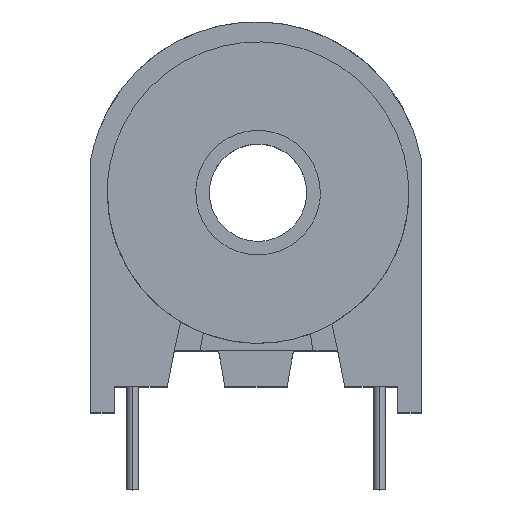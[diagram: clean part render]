
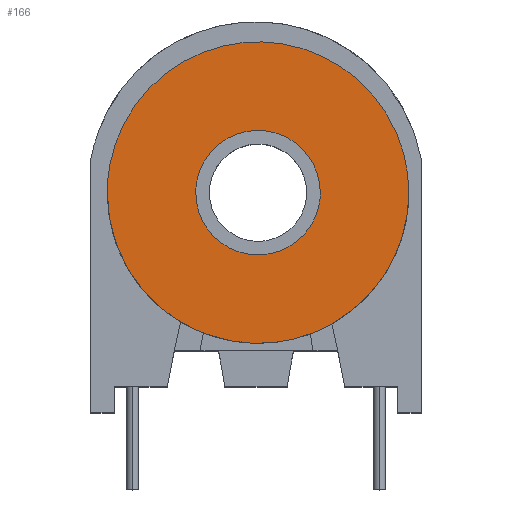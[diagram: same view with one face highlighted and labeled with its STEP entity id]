
A CAD part, top view. The second image highlights one B-rep face of the part: STEP entity #166.
In plain terms, the highlighted free-form (B-spline) face has degree [1, 1] with [2, 2] control points.
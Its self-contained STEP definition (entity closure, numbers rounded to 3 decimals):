
#24 = VERTEX_POINT('',#25);
#25 = CARTESIAN_POINT('',(4.264,1.643,11.42)
  );
#30 = EDGE_CURVE('',#31,#24,#33,.T.);
#31 = VERTEX_POINT('',#32);
#32 = CARTESIAN_POINT('',(-3.995,1.643,11.42
    ));
#33 = ( BOUNDED_CURVE() B_SPLINE_CURVE(2,(#34,#35,#36,#37,#38),
.UNSPECIFIED.,.F.,.F.) B_SPLINE_CURVE_WITH_KNOTS((3,2,3),(3.142,
4.712,6.283),.PIECEWISE_BEZIER_KNOTS.) CURVE() 
GEOMETRIC_REPRESENTATION_ITEM() RATIONAL_B_SPLINE_CURVE((1.,
0.707,1.,0.707,1.)) REPRESENTATION_ITEM('') );
#34 = CARTESIAN_POINT('',(-3.995,1.643,11.42
    ));
#35 = CARTESIAN_POINT('',(-3.995,-2.486,
    11.42));
#36 = CARTESIAN_POINT('',(0.135,-2.486,11.42
    ));
#37 = CARTESIAN_POINT('',(4.264,-2.486,11.42
    ));
#38 = CARTESIAN_POINT('',(4.264,1.643,11.42)
  );
#82 = VERTEX_POINT('',#83);
#83 = CARTESIAN_POINT('',(-9.866,1.643,11.42
    ));
#88 = EDGE_CURVE('',#89,#82,#91,.T.);
#89 = VERTEX_POINT('',#90);
#90 = CARTESIAN_POINT('',(10.136,1.643,11.42
    ));
#91 = ( BOUNDED_CURVE() B_SPLINE_CURVE(2,(#92,#93,#94,#95,#96),
.UNSPECIFIED.,.F.,.F.) B_SPLINE_CURVE_WITH_KNOTS((3,2,3),(0.,
1.571,3.142),.PIECEWISE_BEZIER_KNOTS.) CURVE() 
GEOMETRIC_REPRESENTATION_ITEM() RATIONAL_B_SPLINE_CURVE((1.,
0.707,1.,0.707,1.)) REPRESENTATION_ITEM('') );
#92 = CARTESIAN_POINT('',(10.136,1.643,11.42
    ));
#93 = CARTESIAN_POINT('',(10.136,11.644,
    11.42));
#94 = CARTESIAN_POINT('',(0.135,11.644,11.42
    ));
#95 = CARTESIAN_POINT('',(-9.866,11.644,
    11.42));
#96 = CARTESIAN_POINT('',(-9.866,1.643,11.42
    ));
#127 = EDGE_CURVE('',#82,#89,#128,.T.);
#128 = ( BOUNDED_CURVE() B_SPLINE_CURVE(2,(#129,#130,#131,#132,#133),
.UNSPECIFIED.,.F.,.F.) B_SPLINE_CURVE_WITH_KNOTS((3,2,3),(3.142,
4.712,6.283),.PIECEWISE_BEZIER_KNOTS.) CURVE() 
GEOMETRIC_REPRESENTATION_ITEM() RATIONAL_B_SPLINE_CURVE((1.,
0.707,1.,0.707,1.)) REPRESENTATION_ITEM('') );
#129 = CARTESIAN_POINT('',(-9.866,1.643,
    11.42));
#130 = CARTESIAN_POINT('',(-9.866,-8.358,
    11.42));
#131 = CARTESIAN_POINT('',(0.135,-8.358,
    11.42));
#132 = CARTESIAN_POINT('',(10.136,-8.358,
    11.42));
#133 = CARTESIAN_POINT('',(10.136,1.643,
    11.42));
#166 = ADVANCED_FACE('',(#167,#178),#182,.T.);
#167 = FACE_BOUND('',#168,.T.);
#168 = EDGE_LOOP('',(#169,#177));
#169 = ORIENTED_EDGE('',*,*,#170,.F.);
#170 = EDGE_CURVE('',#24,#31,#171,.T.);
#171 = ( BOUNDED_CURVE() B_SPLINE_CURVE(2,(#172,#173,#174,#175,#176),
.UNSPECIFIED.,.F.,.F.) B_SPLINE_CURVE_WITH_KNOTS((3,2,3),(0.,
1.571,3.142),.PIECEWISE_BEZIER_KNOTS.) CURVE() 
GEOMETRIC_REPRESENTATION_ITEM() RATIONAL_B_SPLINE_CURVE((1.,
0.707,1.,0.707,1.)) REPRESENTATION_ITEM('') );
#172 = CARTESIAN_POINT('',(4.264,1.643,11.42
    ));
#173 = CARTESIAN_POINT('',(4.264,5.773,11.42
    ));
#174 = CARTESIAN_POINT('',(0.135,5.773,11.42
    ));
#175 = CARTESIAN_POINT('',(-3.995,5.773,
    11.42));
#176 = CARTESIAN_POINT('',(-3.995,1.643,
    11.42));
#177 = ORIENTED_EDGE('',*,*,#30,.F.);
#178 = FACE_BOUND('',#179,.T.);
#179 = EDGE_LOOP('',(#180,#181));
#180 = ORIENTED_EDGE('',*,*,#88,.T.);
#181 = ORIENTED_EDGE('',*,*,#127,.T.);
#182 = B_SPLINE_SURFACE_WITH_KNOTS('',1,1,(
    (#183,#184)
    ,(#185,#186
    )),.UNSPECIFIED.,.F.,.F.,.F.,(2,2),(2,2),(-7.75,7.75),(-7.75,7.75),
  .PIECEWISE_BEZIER_KNOTS.);
#183 = CARTESIAN_POINT('',(-9.866,-8.358,
    11.42));
#184 = CARTESIAN_POINT('',(-9.866,11.644,
    11.42));
#185 = CARTESIAN_POINT('',(10.136,-8.358,
    11.42));
#186 = CARTESIAN_POINT('',(10.136,11.644,
    11.42));
